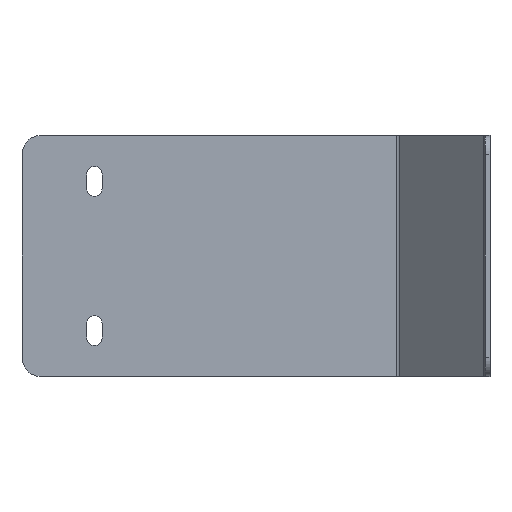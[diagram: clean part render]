
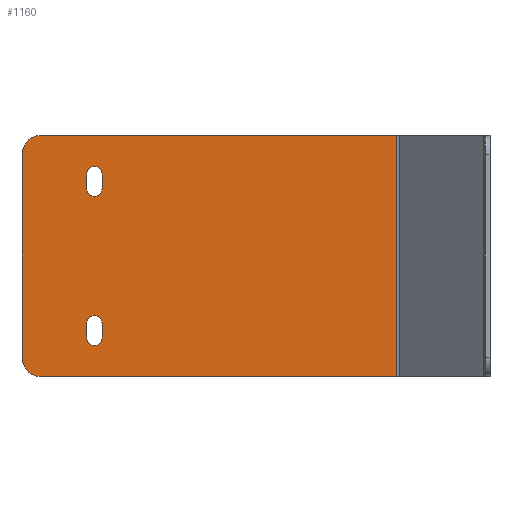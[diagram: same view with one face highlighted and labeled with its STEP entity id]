
A CAD part, front view. The second image highlights one B-rep face of the part: STEP entity #1160.
In plain terms, the highlighted planar face has unit normal (0, -1, 0).
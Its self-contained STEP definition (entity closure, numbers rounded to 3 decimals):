
#389=DIRECTION('',(1.,0.,0.));
#390=VECTOR('',#389,73.586);
#391=CARTESIAN_POINT('',(-92.,0.,25.));
#392=LINE('',#391,#390);
#401=CARTESIAN_POINT('',(-92.,0.,-21.));
#402=DIRECTION('',(0.,-1.,0.));
#403=DIRECTION('',(-1.,0.,0.));
#404=AXIS2_PLACEMENT_3D('',#401,#402,#403);
#406=DIRECTION('',(0.,0.,1.));
#407=VECTOR('',#406,42.);
#408=CARTESIAN_POINT('',(-96.,0.,-21.));
#409=LINE('',#408,#407);
#410=CARTESIAN_POINT('',(-92.,0.,21.));
#411=DIRECTION('',(0.,-1.,0.));
#412=DIRECTION('',(0.,0.,1.));
#413=AXIS2_PLACEMENT_3D('',#410,#411,#412);
#415=DIRECTION('',(0.,0.,1.));
#416=VECTOR('',#415,50.);
#417=CARTESIAN_POINT('',(-18.414,0.,-25.));
#418=LINE('',#417,#416);
#419=DIRECTION('',(0.,0.,-1.));
#420=VECTOR('',#419,3.);
#421=CARTESIAN_POINT('',(-82.6,0.,-14.));
#422=LINE('',#421,#420);
#423=CARTESIAN_POINT('',(-81.,0.,-17.));
#424=DIRECTION('',(0.,1.,0.));
#425=DIRECTION('',(1.,0.,0.));
#426=AXIS2_PLACEMENT_3D('',#423,#424,#425);
#428=DIRECTION('',(0.,0.,1.));
#429=VECTOR('',#428,3.);
#430=CARTESIAN_POINT('',(-79.4,0.,-17.));
#431=LINE('',#430,#429);
#432=CARTESIAN_POINT('',(-81.,0.,-14.));
#433=DIRECTION('',(0.,1.,0.));
#434=DIRECTION('',(-1.,0.,0.));
#435=AXIS2_PLACEMENT_3D('',#432,#433,#434);
#437=DIRECTION('',(0.,0.,-1.));
#438=VECTOR('',#437,3.);
#439=CARTESIAN_POINT('',(-82.6,0.,17.));
#440=LINE('',#439,#438);
#441=CARTESIAN_POINT('',(-81.,0.,14.));
#442=DIRECTION('',(0.,1.,0.));
#443=DIRECTION('',(1.,0.,0.));
#444=AXIS2_PLACEMENT_3D('',#441,#442,#443);
#446=DIRECTION('',(0.,0.,1.));
#447=VECTOR('',#446,3.);
#448=CARTESIAN_POINT('',(-79.4,0.,14.));
#449=LINE('',#448,#447);
#450=CARTESIAN_POINT('',(-81.,0.,17.));
#451=DIRECTION('',(0.,1.,0.));
#452=DIRECTION('',(-1.,0.,0.));
#453=AXIS2_PLACEMENT_3D('',#450,#451,#452);
#455=DIRECTION('',(1.,0.,0.));
#456=VECTOR('',#455,73.586);
#457=CARTESIAN_POINT('',(-92.,0.,-25.));
#458=LINE('',#457,#456);
#595=CARTESIAN_POINT('',(-92.,0.,-25.));
#596=CARTESIAN_POINT('',(-18.414,0.,-25.));
#597=VERTEX_POINT('',#595);
#598=VERTEX_POINT('',#596);
#603=CARTESIAN_POINT('',(-92.,0.,25.));
#604=CARTESIAN_POINT('',(-18.414,0.,25.));
#605=VERTEX_POINT('',#603);
#606=VERTEX_POINT('',#604);
#623=CARTESIAN_POINT('',(-96.,0.,21.));
#624=VERTEX_POINT('',#623);
#627=CARTESIAN_POINT('',(-96.,0.,-21.));
#628=VERTEX_POINT('',#627);
#639=CARTESIAN_POINT('',(-82.6,0.,-14.));
#640=CARTESIAN_POINT('',(-82.6,0.,-17.));
#641=VERTEX_POINT('',#639);
#642=VERTEX_POINT('',#640);
#643=CARTESIAN_POINT('',(-79.4,0.,-17.));
#644=VERTEX_POINT('',#643);
#645=CARTESIAN_POINT('',(-79.4,0.,-14.));
#646=VERTEX_POINT('',#645);
#647=CARTESIAN_POINT('',(-82.6,0.,17.));
#648=CARTESIAN_POINT('',(-82.6,0.,14.));
#649=VERTEX_POINT('',#647);
#650=VERTEX_POINT('',#648);
#651=CARTESIAN_POINT('',(-79.4,0.,14.));
#652=VERTEX_POINT('',#651);
#653=CARTESIAN_POINT('',(-79.4,0.,17.));
#654=VERTEX_POINT('',#653);
#1123=CARTESIAN_POINT('',(-96.,0.,-25.));
#1124=DIRECTION('',(0.,-1.,0.));
#1125=DIRECTION('',(1.,0.,0.));
#1126=AXIS2_PLACEMENT_3D('',#1123,#1124,#1125);
#1127=PLANE('',#1126);
#1129=ORIENTED_EDGE('',*,*,#1128,.F.);
#1131=ORIENTED_EDGE('',*,*,#1130,.F.);
#1133=ORIENTED_EDGE('',*,*,#1132,.T.);
#1135=ORIENTED_EDGE('',*,*,#1134,.F.);
#1136=ORIENTED_EDGE('',*,*,#1113,.T.);
#1137=ORIENTED_EDGE('',*,*,#1061,.F.);
#1138=EDGE_LOOP('',(#1129,#1131,#1133,#1135,#1136,#1137));
#1139=FACE_OUTER_BOUND('',#1138,.F.);
#1141=ORIENTED_EDGE('',*,*,#1140,.T.);
#1143=ORIENTED_EDGE('',*,*,#1142,.F.);
#1145=ORIENTED_EDGE('',*,*,#1144,.T.);
#1147=ORIENTED_EDGE('',*,*,#1146,.F.);
#1148=EDGE_LOOP('',(#1141,#1143,#1145,#1147));
#1149=FACE_BOUND('',#1148,.F.);
#1151=ORIENTED_EDGE('',*,*,#1150,.T.);
#1153=ORIENTED_EDGE('',*,*,#1152,.F.);
#1155=ORIENTED_EDGE('',*,*,#1154,.T.);
#1157=ORIENTED_EDGE('',*,*,#1156,.F.);
#1158=EDGE_LOOP('',(#1151,#1153,#1155,#1157));
#1159=FACE_BOUND('',#1158,.F.);
#1160=ADVANCED_FACE('',(#1139,#1149,#1159),#1127,.T.);
#405=CIRCLE('',#404,4.);
#414=CIRCLE('',#413,4.);
#427=CIRCLE('',#426,1.6);
#436=CIRCLE('',#435,1.6);
#445=CIRCLE('',#444,1.6);
#454=CIRCLE('',#453,1.6);
#1061=EDGE_CURVE('',#598,#606,#418,.T.);
#1113=EDGE_CURVE('',#605,#606,#392,.T.);
#1128=EDGE_CURVE('',#597,#598,#458,.T.);
#1130=EDGE_CURVE('',#628,#597,#405,.T.);
#1132=EDGE_CURVE('',#628,#624,#409,.T.);
#1134=EDGE_CURVE('',#605,#624,#414,.T.);
#1140=EDGE_CURVE('',#641,#642,#422,.T.);
#1142=EDGE_CURVE('',#644,#642,#427,.T.);
#1144=EDGE_CURVE('',#644,#646,#431,.T.);
#1146=EDGE_CURVE('',#641,#646,#436,.T.);
#1150=EDGE_CURVE('',#649,#650,#440,.T.);
#1152=EDGE_CURVE('',#652,#650,#445,.T.);
#1154=EDGE_CURVE('',#652,#654,#449,.T.);
#1156=EDGE_CURVE('',#649,#654,#454,.T.);
